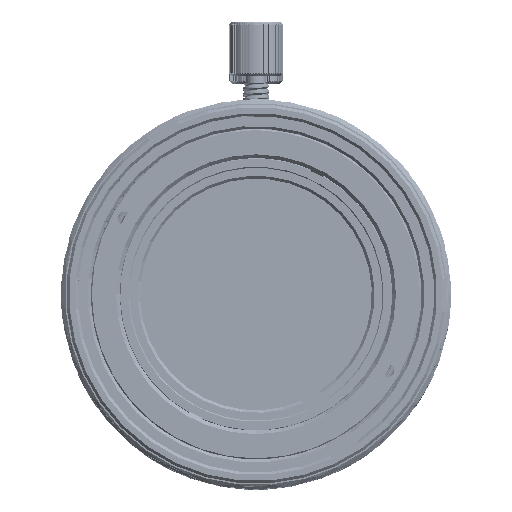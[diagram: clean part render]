
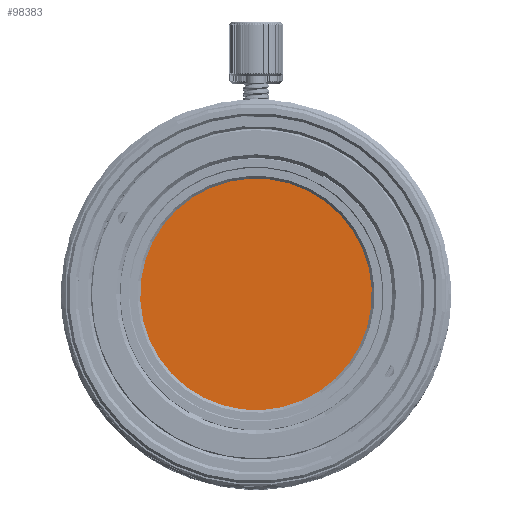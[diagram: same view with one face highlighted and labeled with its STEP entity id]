
A CAD part, top view. The second image highlights one B-rep face of the part: STEP entity #98383.
In plain terms, the highlighted planar face has unit normal (0, 0, 1).
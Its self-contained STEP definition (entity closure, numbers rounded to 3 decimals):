
#3560 = VERTEX_POINT ( 'NONE', #97184 ) ;
#5949 = CARTESIAN_POINT ( 'NONE',  ( 0., 9.95, 20.072 ) ) ;
#16381 = DIRECTION ( 'NONE',  ( -1., 0., 0. ) ) ;
#22477 = CIRCLE ( 'NONE', #70465, 9.75 ) ;
#30849 = DIRECTION ( 'NONE',  ( 0., 0., 1. ) ) ;
#33842 = ORIENTED_EDGE ( 'NONE', *, *, #112398, .T. ) ;
#34535 = DIRECTION ( 'NONE',  ( 0., 0., 1. ) ) ;
#36635 = DIRECTION ( 'NONE',  ( -1., 0., 0. ) ) ;
#36926 = CARTESIAN_POINT ( 'NONE',  ( -9.75, 0., 20.072 ) ) ;
#38197 = AXIS2_PLACEMENT_3D ( 'NONE', #5949, #85136, #36635 ) ;
#64137 = ORIENTED_EDGE ( 'NONE', *, *, #73155, .T. ) ;
#66031 = PLANE ( 'NONE',  #38197 ) ;
#68663 = CIRCLE ( 'NONE', #109367, 9.75 ) ;
#70465 = AXIS2_PLACEMENT_3D ( 'NONE', #123699, #34535, #16381 ) ;
#72129 = FACE_OUTER_BOUND ( 'NONE', #128092, .T. ) ;
#73155 = EDGE_CURVE ( 'NONE', #3560, #81754, #22477, .T. ) ;
#81754 = VERTEX_POINT ( 'NONE', #36926 ) ;
#85136 = DIRECTION ( 'NONE',  ( 0., 0., -1. ) ) ;
#97184 = CARTESIAN_POINT ( 'NONE',  ( 9.75, 0., 20.072 ) ) ;
#98383 = ADVANCED_FACE ( 'NONE', ( #72129 ), #66031, .F. ) ;
#99301 = CARTESIAN_POINT ( 'NONE',  ( 0., 0., 20.072 ) ) ;
#109367 = AXIS2_PLACEMENT_3D ( 'NONE', #99301, #30849, #120013 ) ;
#112398 = EDGE_CURVE ( 'NONE', #81754, #3560, #68663, .T. ) ;
#120013 = DIRECTION ( 'NONE',  ( -1., 0., 0. ) ) ;
#123699 = CARTESIAN_POINT ( 'NONE',  ( 0., 0., 20.072 ) ) ;
#128092 = EDGE_LOOP ( 'NONE', ( #33842, #64137 ) ) ;
